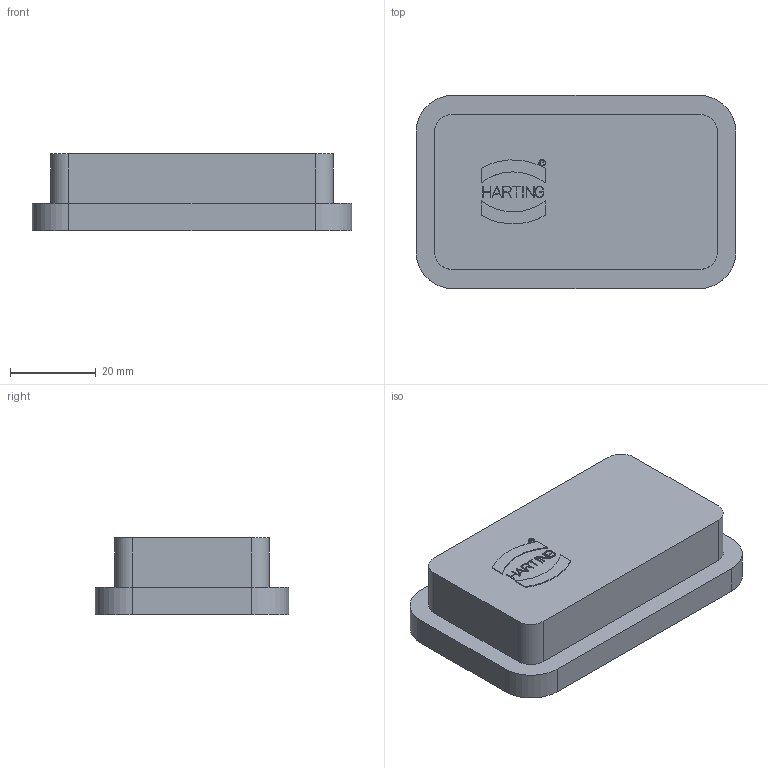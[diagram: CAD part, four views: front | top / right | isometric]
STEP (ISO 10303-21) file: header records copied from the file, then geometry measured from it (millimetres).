
FILE_DESCRIPTION(/* description */ (''),/* implementation_level */ '2;1');
FILE_NAME(/* name */ '100094928ugm000_b.stp',/* time_stamp */ '2019-09-06T10:30:29+02:00',/* author */ (''),/* organization */ (''),/* preprocessor_version */ 'ST-DEVELOPER v16.7',/* originating_system */ 'SIEMENS PLM Software NX 12.0',/* authorisation */ '');
FILE_SCHEMA (('AUTOMOTIVE_DESIGN { 1 0 10303 214 3 1 1 1 }'));
Length unit declared in the file: millimetre
Products named in the file (1): 100094928ugm000_b
Bounding box: 74.8 x 45.2 x 18.2 mm (x, y, z)
Volume: 7372 mm3; surface area: 14383.1 mm2
Topology: 1 solids, 1 shells, 177 faces, 471 edges, 316 vertices
Faces by surface type: plane 143, cylinder 34
Full cylindrical faces by diameter (mm): 1.425 x1, 1.575 x1
Entity records: 6050 total; most frequent: CARTESIAN_POINT 1062, ORIENTED_EDGE 938, DIRECTION 861, EDGE_CURVE 469, LINE 391, VECTOR 391, VERTEX_POINT 314, AXIS2_PLACEMENT_3D 235
